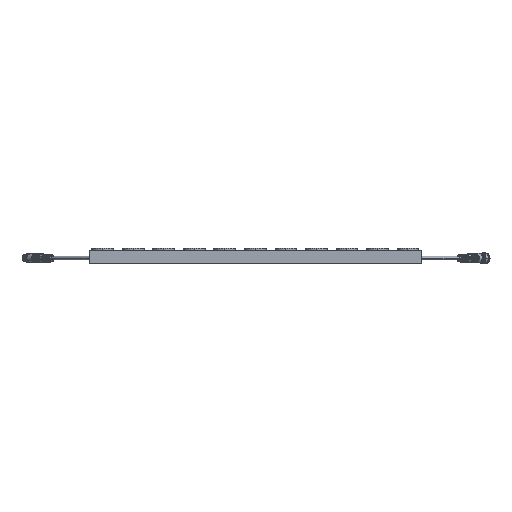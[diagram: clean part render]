
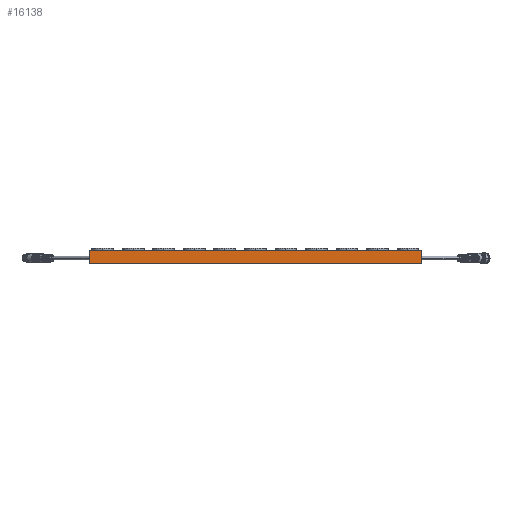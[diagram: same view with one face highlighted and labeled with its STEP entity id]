
A CAD part, front view. The second image highlights one B-rep face of the part: STEP entity #16138.
In plain terms, the highlighted planar face has unit normal (0, -1, 0).
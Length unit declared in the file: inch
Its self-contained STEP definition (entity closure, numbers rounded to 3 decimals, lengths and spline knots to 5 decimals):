
#883 = ORIENTED_EDGE ( 'NONE', *, *, #27668, .T. ) ;
#960 = EDGE_CURVE ( 'NONE', #1992, #28534, #13262, .T. ) ;
#1992 = VERTEX_POINT ( 'NONE', #28624 ) ;
#2665 = LINE ( 'NONE', #15855, #32745 ) ;
#3562 = DIRECTION ( 'NONE',  ( 0., 0., 1. ) ) ;
#3977 = CARTESIAN_POINT ( 'NONE',  ( 6., -18., 0.23622 ) ) ;
#5795 = VECTOR ( 'NONE', #17718, 39.37008 ) ;
#8488 = ORIENTED_EDGE ( 'NONE', *, *, #960, .T. ) ;
#9300 = DIRECTION ( 'NONE',  ( 0., 1., 0. ) ) ;
#10236 = LINE ( 'NONE', #20136, #31957 ) ;
#10637 = DIRECTION ( 'NONE',  ( 0., 0., -1. ) ) ;
#12150 = CARTESIAN_POINT ( 'NONE',  ( -6., -18., 0.47244 ) ) ;
#12325 = AXIS2_PLACEMENT_3D ( 'NONE', #37499, #9300, #34417 ) ;
#13262 = LINE ( 'NONE', #3977, #33589 ) ;
#13944 = CARTESIAN_POINT ( 'NONE',  ( -6., -18., 0. ) ) ;
#15034 = CARTESIAN_POINT ( 'NONE',  ( 0., -18., 0. ) ) ;
#15348 = ORIENTED_EDGE ( 'NONE', *, *, #16339, .F. ) ;
#15855 = CARTESIAN_POINT ( 'NONE',  ( -6., -18., 0.47244 ) ) ;
#16138 = ADVANCED_FACE ( 'NONE', ( #27844 ), #18580, .F. ) ;
#16339 = EDGE_CURVE ( 'NONE', #1992, #28715, #30266, .T. ) ;
#16994 = ORIENTED_EDGE ( 'NONE', *, *, #33324, .T. ) ;
#17718 = DIRECTION ( 'NONE',  ( -1., 0., 0. ) ) ;
#18580 = PLANE ( 'NONE',  #12325 ) ;
#20136 = CARTESIAN_POINT ( 'NONE',  ( -6., -18., 0.23622 ) ) ;
#22195 = CARTESIAN_POINT ( 'NONE',  ( 6., -18., 0.47244 ) ) ;
#27668 = EDGE_CURVE ( 'NONE', #33389, #28715, #10236, .T. ) ;
#27844 = FACE_OUTER_BOUND ( 'NONE', #28211, .T. ) ;
#28201 = DIRECTION ( 'NONE',  ( -1., 0., 0. ) ) ;
#28211 = EDGE_LOOP ( 'NONE', ( #8488, #16994, #883, #15348 ) ) ;
#28534 = VERTEX_POINT ( 'NONE', #22195 ) ;
#28624 = CARTESIAN_POINT ( 'NONE',  ( 6., -18., 0. ) ) ;
#28715 = VERTEX_POINT ( 'NONE', #13944 ) ;
#30266 = LINE ( 'NONE', #15034, #5795 ) ;
#31957 = VECTOR ( 'NONE', #10637, 39.37008 ) ;
#32745 = VECTOR ( 'NONE', #28201, 39.37008 ) ;
#33324 = EDGE_CURVE ( 'NONE', #28534, #33389, #2665, .T. ) ;
#33389 = VERTEX_POINT ( 'NONE', #12150 ) ;
#33589 = VECTOR ( 'NONE', #3562, 39.37008 ) ;
#34417 = DIRECTION ( 'NONE',  ( 0., 0., 1. ) ) ;
#37499 = CARTESIAN_POINT ( 'NONE',  ( -6., -18., 0. ) ) ;
